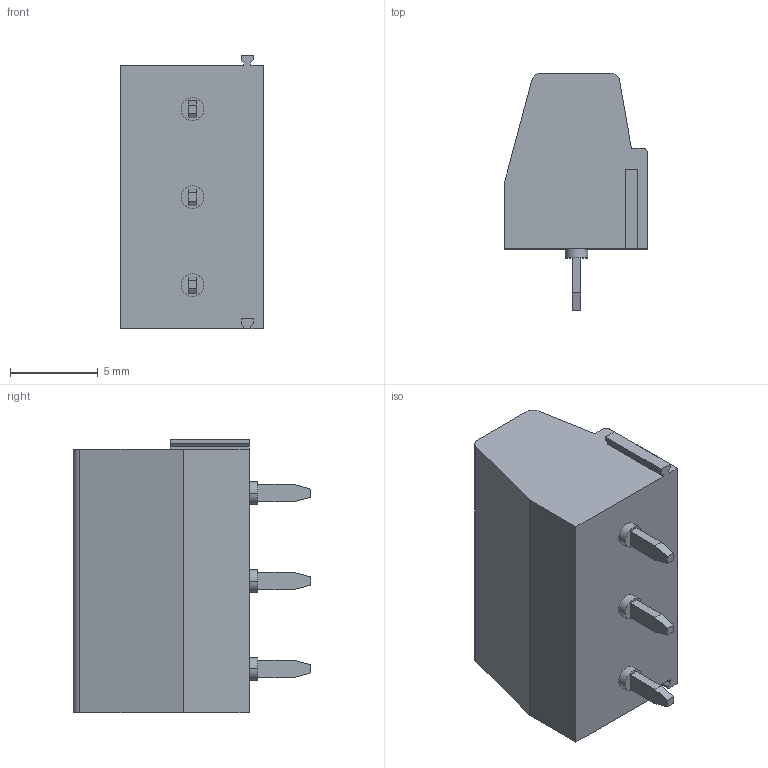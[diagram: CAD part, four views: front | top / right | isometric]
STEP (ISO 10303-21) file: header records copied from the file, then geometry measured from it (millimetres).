
FILE_DESCRIPTION(('STEP AP242'),'1');
FILE_NAME('70054376.stp','2020-11-29T22:22:13',('TraceParts'),('TraceParts S.A.'),'Spatial InterOp 3D',' ',' ');
FILE_SCHEMA(('AP242_MANAGED_MODEL_BASED_3D_ENGINEERING_MIM_LF {1 0 10303 442 1 1 4}'));
Length unit declared in the file: millimetre
Products named in the file (1): 70054376
Bounding box: 8.15 x 13.5 x 15.57 mm (x, y, z)
Volume: 968.9 mm3; surface area: 889.1 mm2
Topology: 1 solids, 1 shells, 160 faces, 405 edges, 266 vertices
Faces by surface type: plane 114, cylinder 46
Entity records: 6101 total; most frequent: CARTESIAN_POINT 832, DIRECTION 831, ORIENTED_EDGE 810, EDGE_CURVE 405, LINE 301, VECTOR 301, VERTEX_POINT 266, AXIS2_PLACEMENT_3D 265
